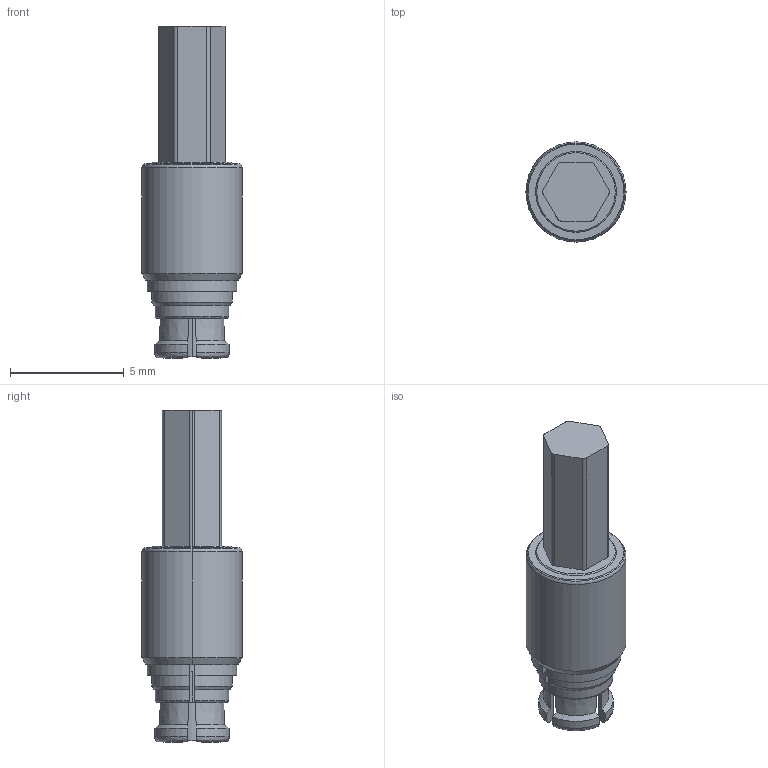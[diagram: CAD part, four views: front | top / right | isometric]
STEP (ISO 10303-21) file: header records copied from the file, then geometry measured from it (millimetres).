
FILE_DESCRIPTION (( 'STEP AP203' ), '1' );
FILE_NAME ('R222.900.100A.STEP', '2012-05-22T07:43:45', ( 'user' ), ( '' ), 'SwSTEP 2.0', 'SolidWorks 2011', '' );
FILE_SCHEMA (( 'CONFIG_CONTROL_DESIGN' ));
Length unit declared in the file: millimetre
Products named in the file (1): R222.900.100A
Bounding box: 4.4 x 4.4 x 14.6 mm (x, y, z)
Volume: 136.5 mm3; surface area: 221.5 mm2
Topology: 1 solids, 1 shells, 97 faces, 244 edges, 160 vertices
Faces by surface type: cone 38, plane 32, cylinder 19, bspline 6, torus 2
Entity records: 3182 total; most frequent: CARTESIAN_POINT 850, ORIENTED_EDGE 488, DIRECTION 451, EDGE_CURVE 244, AXIS2_PLACEMENT_3D 189, VERTEX_POINT 160, EDGE_LOOP 108, CIRCLE 97
